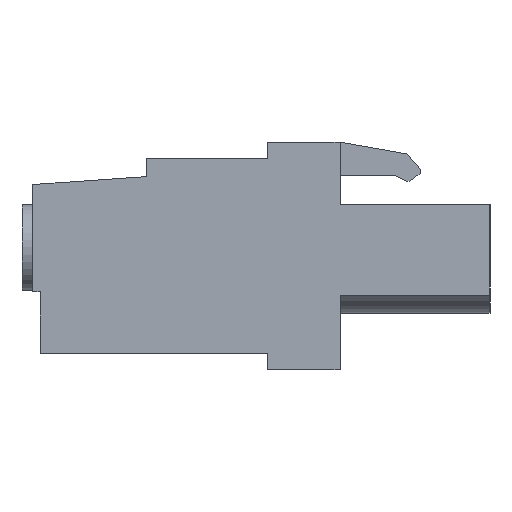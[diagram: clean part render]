
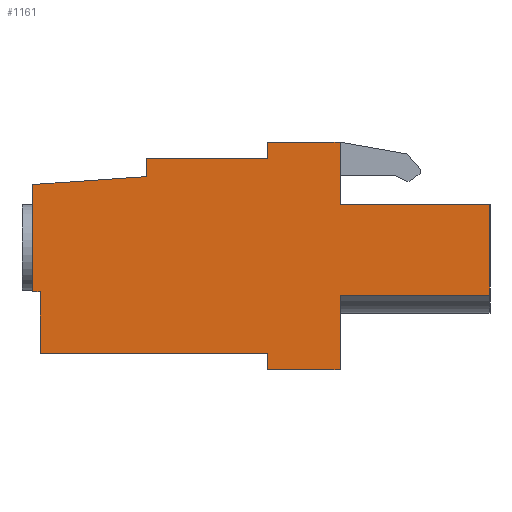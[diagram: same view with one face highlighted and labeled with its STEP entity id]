
A CAD part, left-side view. The second image highlights one B-rep face of the part: STEP entity #1161.
In plain terms, the highlighted planar face has unit normal (-1, 0, 0).
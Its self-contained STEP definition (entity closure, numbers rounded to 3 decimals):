
#4 = VECTOR ( 'NONE', #5789, 1000. ) ;
#6 = EDGE_CURVE ( 'NONE', #2183, #2561, #4103, .T. ) ;
#54 = VERTEX_POINT ( 'NONE', #1360 ) ;
#116 = LINE ( 'NONE', #3891, #5701 ) ;
#157 = EDGE_CURVE ( 'NONE', #7685, #8289, #2726, .T. ) ;
#223 = ORIENTED_EDGE ( 'NONE', *, *, #6, .F. ) ;
#232 = LINE ( 'NONE', #8626, #4 ) ;
#304 = ORIENTED_EDGE ( 'NONE', *, *, #3346, .F. ) ;
#388 = CARTESIAN_POINT ( 'NONE',  ( 0., 0., -5. ) ) ;
#399 = CARTESIAN_POINT ( 'NONE',  ( 0., -8.3, 0. ) ) ;
#423 = ORIENTED_EDGE ( 'NONE', *, *, #6352, .F. ) ;
#470 = EDGE_CURVE ( 'NONE', #5832, #54, #5565, .T. ) ;
#510 = DIRECTION ( 'NONE',  ( 0., 0., 1. ) ) ;
#547 = DIRECTION ( 'NONE',  ( 0., 1., 0. ) ) ;
#570 = CARTESIAN_POINT ( 'NONE',  ( 0., 4., 2.555 ) ) ;
#629 = LINE ( 'NONE', #8375, #4287 ) ;
#767 = CARTESIAN_POINT ( 'NONE',  ( 0., -8.3, 0. ) ) ;
#841 = CARTESIAN_POINT ( 'NONE',  ( 0., 4., -8.235 ) ) ;
#892 = LINE ( 'NONE', #3234, #6449 ) ;
#904 = CARTESIAN_POINT ( 'NONE',  ( 0., 0., -9.14 ) ) ;
#908 = ORIENTED_EDGE ( 'NONE', *, *, #7818, .F. ) ;
#1161 = ADVANCED_FACE ( 'NONE', ( #8996 ), #8746, .F. ) ;
#1360 = CARTESIAN_POINT ( 'NONE',  ( 0., 17., -4.815 ) ) ;
#1706 = VECTOR ( 'NONE', #4801, 1000. ) ;
#1849 = LINE ( 'NONE', #5896, #3537 ) ;
#1882 = ORIENTED_EDGE ( 'NONE', *, *, #9152, .F. ) ;
#2162 = VECTOR ( 'NONE', #547, 1000. ) ;
#2183 = VERTEX_POINT ( 'NONE', #841 ) ;
#2232 = DIRECTION ( 'NONE',  ( 0., -1., 0. ) ) ;
#2276 = ORIENTED_EDGE ( 'NONE', *, *, #470, .F. ) ;
#2303 = VECTOR ( 'NONE', #4833, 1000. ) ;
#2381 = VECTOR ( 'NONE', #510, 1000. ) ;
#2561 = VERTEX_POINT ( 'NONE', #3622 ) ;
#2572 = ORIENTED_EDGE ( 'NONE', *, *, #4929, .F. ) ;
#2641 = EDGE_CURVE ( 'NONE', #8229, #5957, #6167, .T. ) ;
#2726 = LINE ( 'NONE', #767, #6347 ) ;
#2781 = CARTESIAN_POINT ( 'NONE',  ( 0., 16.6, -8.235 ) ) ;
#2986 = CARTESIAN_POINT ( 'NONE',  ( 0., 4., 3.46 ) ) ;
#3234 = CARTESIAN_POINT ( 'NONE',  ( 0., 0., -5. ) ) ;
#3262 = VERTEX_POINT ( 'NONE', #7808 ) ;
#3308 = EDGE_CURVE ( 'NONE', #6627, #3262, #232, .T. ) ;
#3346 = EDGE_CURVE ( 'NONE', #6218, #7685, #7262, .T. ) ;
#3373 = VERTEX_POINT ( 'NONE', #2986 ) ;
#3417 = CARTESIAN_POINT ( 'NONE',  ( 0., 16.6, -4.815 ) ) ;
#3512 = VECTOR ( 'NONE', #7047, 1000. ) ;
#3521 = ORIENTED_EDGE ( 'NONE', *, *, #7511, .F. ) ;
#3523 = EDGE_CURVE ( 'NONE', #8289, #7932, #116, .T. ) ;
#3537 = VECTOR ( 'NONE', #5199, 1000. ) ;
#3600 = AXIS2_PLACEMENT_3D ( 'NONE', #6138, #6048, #6071 ) ;
#3622 = CARTESIAN_POINT ( 'NONE',  ( 0., 16.6, -8.235 ) ) ;
#3623 = VERTEX_POINT ( 'NONE', #8986 ) ;
#3679 = ORIENTED_EDGE ( 'NONE', *, *, #3851, .F. ) ;
#3851 = EDGE_CURVE ( 'NONE', #5957, #7641, #6808, .T. ) ;
#3891 = CARTESIAN_POINT ( 'NONE',  ( 0., -8.3, -5. ) ) ;
#3943 = ORIENTED_EDGE ( 'NONE', *, *, #6794, .F. ) ;
#4008 = CARTESIAN_POINT ( 'NONE',  ( 0., 10.7, 1.555 ) ) ;
#4028 = ORIENTED_EDGE ( 'NONE', *, *, #5914, .F. ) ;
#4055 = EDGE_LOOP ( 'NONE', ( #6065, #304, #1882, #908, #3679, #4507, #3521, #4028, #2276, #4666, #223, #2572, #7094, #3943, #423, #8556 ) ) ;
#4103 = LINE ( 'NONE', #2781, #2162 ) ;
#4157 = DIRECTION ( 'NONE',  ( 0., -1., 0. ) ) ;
#4287 = VECTOR ( 'NONE', #9087, 1000. ) ;
#4310 = LINE ( 'NONE', #904, #6231 ) ;
#4479 = CARTESIAN_POINT ( 'NONE',  ( 0., 0., 3.46 ) ) ;
#4507 = ORIENTED_EDGE ( 'NONE', *, *, #2641, .F. ) ;
#4666 = ORIENTED_EDGE ( 'NONE', *, *, #4786, .F. ) ;
#4746 = CARTESIAN_POINT ( 'NONE',  ( 0., 16.6, -4.815 ) ) ;
#4786 = EDGE_CURVE ( 'NONE', #2561, #5832, #5452, .T. ) ;
#4801 = DIRECTION ( 'NONE',  ( 0., 1., 0. ) ) ;
#4807 = CARTESIAN_POINT ( 'NONE',  ( 0., 10.7, 2.555 ) ) ;
#4833 = DIRECTION ( 'NONE',  ( 0., 0., 1. ) ) ;
#4929 = EDGE_CURVE ( 'NONE', #3262, #2183, #7891, .T. ) ;
#5167 = VECTOR ( 'NONE', #7773, 1000. ) ;
#5199 = DIRECTION ( 'NONE',  ( 0., -1., 0. ) ) ;
#5254 = DIRECTION ( 'NONE',  ( 0., 0., -1. ) ) ;
#5439 = DIRECTION ( 'NONE',  ( 0., 1., 0. ) ) ;
#5452 = LINE ( 'NONE', #3417, #3512 ) ;
#5565 = LINE ( 'NONE', #8372, #1706 ) ;
#5701 = VECTOR ( 'NONE', #6787, 1000. ) ;
#5750 = CARTESIAN_POINT ( 'NONE',  ( 0., -8.3, -5. ) ) ;
#5775 = CARTESIAN_POINT ( 'NONE',  ( 0., 0., -9.14 ) ) ;
#5789 = DIRECTION ( 'NONE',  ( 0., 1., 0. ) ) ;
#5832 = VERTEX_POINT ( 'NONE', #4746 ) ;
#5843 = DIRECTION ( 'NONE',  ( 0., 0., -1. ) ) ;
#5896 = CARTESIAN_POINT ( 'NONE',  ( 0., 0., 3.46 ) ) ;
#5914 = EDGE_CURVE ( 'NONE', #54, #3623, #8122, .T. ) ;
#5957 = VERTEX_POINT ( 'NONE', #7076 ) ;
#6003 = VECTOR ( 'NONE', #9334, 1000. ) ;
#6048 = DIRECTION ( 'NONE',  ( 1., 0., 0. ) ) ;
#6065 = ORIENTED_EDGE ( 'NONE', *, *, #157, .F. ) ;
#6071 = DIRECTION ( 'NONE',  ( 0., 0., -1. ) ) ;
#6138 = CARTESIAN_POINT ( 'NONE',  ( 0., 0., 0. ) ) ;
#6167 = LINE ( 'NONE', #4807, #2303 ) ;
#6218 = VERTEX_POINT ( 'NONE', #4479 ) ;
#6231 = VECTOR ( 'NONE', #5254, 1000. ) ;
#6347 = VECTOR ( 'NONE', #2232, 1000. ) ;
#6352 = EDGE_CURVE ( 'NONE', #7932, #6980, #892, .T. ) ;
#6449 = VECTOR ( 'NONE', #5439, 1000. ) ;
#6627 = VERTEX_POINT ( 'NONE', #5775 ) ;
#6787 = DIRECTION ( 'NONE',  ( 0., 0., -1. ) ) ;
#6794 = EDGE_CURVE ( 'NONE', #6980, #6627, #4310, .T. ) ;
#6808 = LINE ( 'NONE', #9166, #8483 ) ;
#6980 = VERTEX_POINT ( 'NONE', #388 ) ;
#7047 = DIRECTION ( 'NONE',  ( 0., 0., 1. ) ) ;
#7067 = CARTESIAN_POINT ( 'NONE',  ( 0., 4., 3.46 ) ) ;
#7076 = CARTESIAN_POINT ( 'NONE',  ( 0., 10.7, 2.555 ) ) ;
#7094 = ORIENTED_EDGE ( 'NONE', *, *, #3308, .F. ) ;
#7262 = LINE ( 'NONE', #8684, #7481 ) ;
#7481 = VECTOR ( 'NONE', #5843, 1000. ) ;
#7511 = EDGE_CURVE ( 'NONE', #3623, #8229, #629, .T. ) ;
#7641 = VERTEX_POINT ( 'NONE', #570 ) ;
#7685 = VERTEX_POINT ( 'NONE', #7863 ) ;
#7773 = DIRECTION ( 'NONE',  ( 0., 0., 1. ) ) ;
#7808 = CARTESIAN_POINT ( 'NONE',  ( 0., 4., -9.14 ) ) ;
#7818 = EDGE_CURVE ( 'NONE', #7641, #3373, #8975, .T. ) ;
#7863 = CARTESIAN_POINT ( 'NONE',  ( 0., 0., 0. ) ) ;
#7891 = LINE ( 'NONE', #7903, #6003 ) ;
#7903 = CARTESIAN_POINT ( 'NONE',  ( 0., 4., -8.235 ) ) ;
#7932 = VERTEX_POINT ( 'NONE', #5750 ) ;
#8122 = LINE ( 'NONE', #9159, #2381 ) ;
#8229 = VERTEX_POINT ( 'NONE', #4008 ) ;
#8289 = VERTEX_POINT ( 'NONE', #399 ) ;
#8372 = CARTESIAN_POINT ( 'NONE',  ( 0., 17., -4.815 ) ) ;
#8375 = CARTESIAN_POINT ( 'NONE',  ( 0., 10.7, 1.555 ) ) ;
#8483 = VECTOR ( 'NONE', #4157, 1000. ) ;
#8556 = ORIENTED_EDGE ( 'NONE', *, *, #3523, .F. ) ;
#8626 = CARTESIAN_POINT ( 'NONE',  ( 0., 4., -9.14 ) ) ;
#8684 = CARTESIAN_POINT ( 'NONE',  ( 0., 0., 0. ) ) ;
#8746 = PLANE ( 'NONE',  #3600 ) ;
#8975 = LINE ( 'NONE', #7067, #5167 ) ;
#8986 = CARTESIAN_POINT ( 'NONE',  ( 0., 17., 1.115 ) ) ;
#8996 = FACE_OUTER_BOUND ( 'NONE', #4055, .T. ) ;
#9087 = DIRECTION ( 'NONE',  ( 0., -0.998, 0.07 ) ) ;
#9152 = EDGE_CURVE ( 'NONE', #3373, #6218, #1849, .T. ) ;
#9159 = CARTESIAN_POINT ( 'NONE',  ( 0., 17., 1.115 ) ) ;
#9166 = CARTESIAN_POINT ( 'NONE',  ( 0., 4., 2.555 ) ) ;
#9334 = DIRECTION ( 'NONE',  ( 0., 0., 1. ) ) ;
